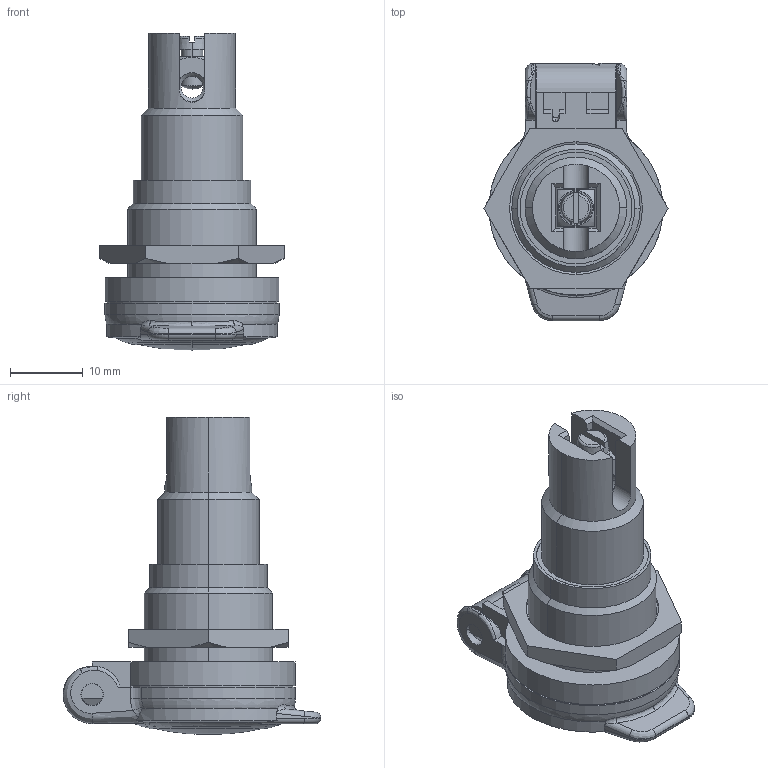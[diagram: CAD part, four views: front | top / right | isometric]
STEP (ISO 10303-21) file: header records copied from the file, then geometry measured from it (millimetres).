
FILE_DESCRIPTION((''),'2;1');
FILE_NAME('151009_SW0001','2020-06-04T17:44:20',('teru'),(''),'CREO PARAMETRIC BY PTC INC, 2017380','CREO PARAMETRIC BY PTC INC, 2017380','');
FILE_SCHEMA(('CONFIG_CONTROL_DESIGN'));
Length unit declared in the file: millimetre
Products named in the file (1): 151009_SW0001
Bounding box: 25.4 x 35.5 x 43.7 mm (x, y, z)
Volume: 10845.6 mm3; surface area: 4754.9 mm2
Topology: 1 solids, 3 shells, 233 faces, 586 edges, 367 vertices
Faces by surface type: plane 94, cylinder 63, bspline 32, cone 24, torus 11, sphere 9
Entity records: 9818 total; most frequent: CARTESIAN_POINT 4442, ORIENTED_EDGE 1164, DIRECTION 1047, EDGE_CURVE 582, AXIS2_PLACEMENT_3D 399, VERTEX_POINT 367, EDGE_LOOP 251, VECTOR 249
